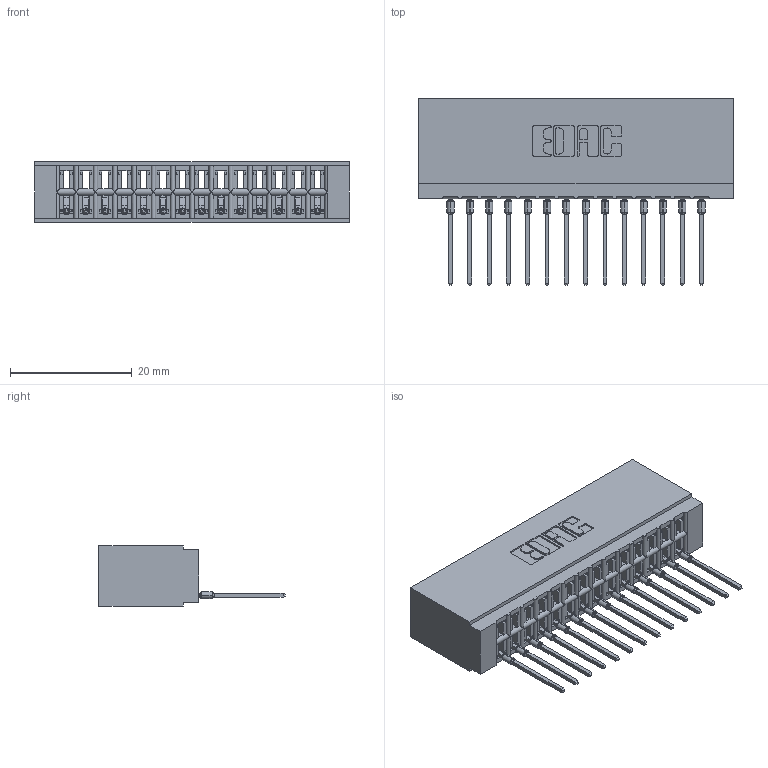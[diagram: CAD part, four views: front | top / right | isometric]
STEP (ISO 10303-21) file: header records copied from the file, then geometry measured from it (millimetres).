
FILE_DESCRIPTION (( 'STEP AP203' ), '1' );
FILE_NAME ('746-014-540-101.STEP', '2020-09-15T21:12:52', ( '' ), ( '' ), 'SwSTEP 2.0', 'SolidWorks 2020', '' );
FILE_SCHEMA (( 'CONFIG_CONTROL_DESIGN' ));
Length unit declared in the file: inch
Products named in the file (3): 746 Part_.515 Slot Depth - 01; 746-014-540-101; 746-292-001_540
Assembly tree (15 placements, depth 2):
  746-014-540-101
    746 Part_.515 Slot Depth - 01
    746-292-001_540  x14
Bounding box: 51.69 x 30.59 x 9.91 mm (x, y, z)
Volume: 5625.7 mm3; surface area: 8036.1 mm2
Topology: 15 solids, 15 shells, 1609 faces, 4561 edges, 2933 vertices
Faces by surface type: plane 937, cylinder 308, bspline 280, torus 84
Entity records: 25111 total; most frequent: CARTESIAN_POINT 5311, ORIENTED_EDGE 4312, DIRECTION 3620, EDGE_CURVE 2156, LINE 1832, VECTOR 1832, VERTEX_POINT 1425, AXIS2_PLACEMENT_3D 894
